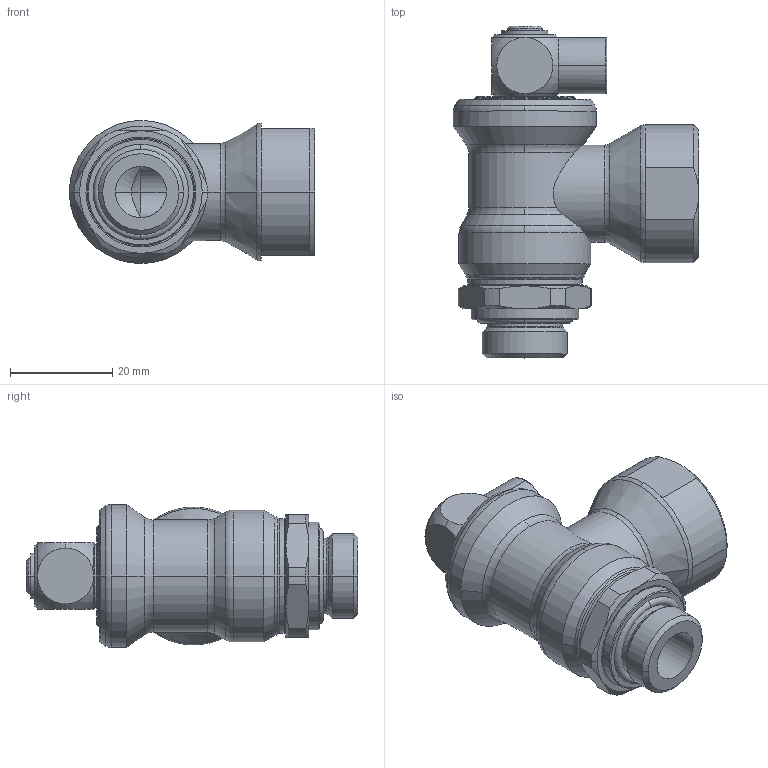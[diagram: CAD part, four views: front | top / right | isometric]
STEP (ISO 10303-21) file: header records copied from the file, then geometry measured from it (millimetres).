
FILE_DESCRIPTION(('STEP AP214'),'1');
FILE_NAME('7881_17_17.stp','2016-07-07T14:55:01',('TraceParts'),('TraceParts S.A.'),'Spatial InterOp 3D',' ',' ');
FILE_SCHEMA(('automotive_design'));
Length unit declared in the file: millimetre
Products named in the file (1): 1
Bounding box: 48 x 64.95 x 28 mm (x, y, z)
Volume: 28333.4 mm3; surface area: 10645.2 mm2
Topology: 1 solids, 1 shells, 181 faces, 429 edges, 266 vertices
Faces by surface type: cone 60, cylinder 48, torus 32, plane 31, sphere 10
Entity records: 5544 total; most frequent: CARTESIAN_POINT 1218, DIRECTION 1030, ORIENTED_EDGE 858, AXIS2_PLACEMENT_3D 467, EDGE_CURVE 429, CIRCLE 283, VERTEX_POINT 266, EDGE_LOOP 199
